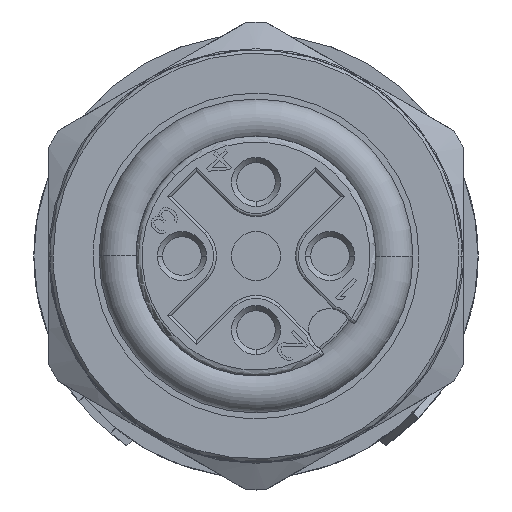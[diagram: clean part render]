
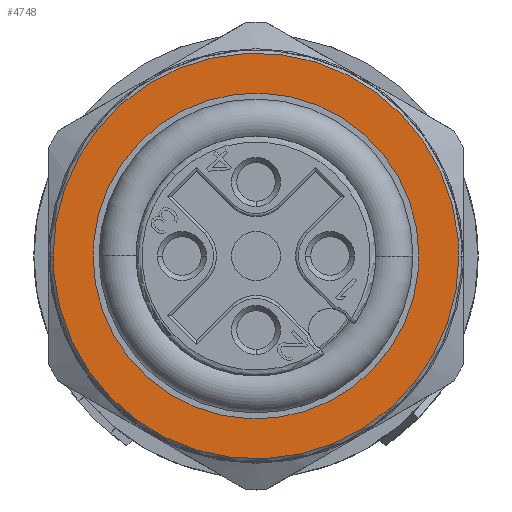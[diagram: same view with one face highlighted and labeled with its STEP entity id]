
A CAD part, front view. The second image highlights one B-rep face of the part: STEP entity #4748.
In plain terms, the highlighted planar face has unit normal (0, -1, 0).
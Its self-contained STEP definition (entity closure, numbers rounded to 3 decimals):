
#4748=ADVANCED_FACE('',(#9487,#9488),#9489,.T.);
#9487=FACE_OUTER_BOUND('',#33964,.T.);
#9488=FACE_BOUND('',#33965,.T.);
#9489=PLANE('',#33966);
#33964=EDGE_LOOP('',(#47378,#47379,#47380,#47381));
#33965=EDGE_LOOP('',(#47382,#47383,#47384,#47385));
#33966=AXIS2_PLACEMENT_3D('',#47386,#47387,#47388);
#47378=ORIENTED_EDGE('',*,*,#53090,.T.);
#47379=ORIENTED_EDGE('',*,*,#52534,.T.);
#47380=ORIENTED_EDGE('',*,*,#53092,.T.);
#47381=ORIENTED_EDGE('',*,*,#52528,.T.);
#47382=ORIENTED_EDGE('',*,*,#52591,.F.);
#47383=ORIENTED_EDGE('',*,*,#53094,.F.);
#47384=ORIENTED_EDGE('',*,*,#52522,.F.);
#47385=ORIENTED_EDGE('',*,*,#52593,.F.);
#47386=CARTESIAN_POINT('',(-7.535,-12.4,-7.497));
#47387=DIRECTION('',(0.0,-1.0,0.0));
#47388=DIRECTION('',(0.0,0.0,1.0));
#52522=EDGE_CURVE('',#60320,#60316,#60322,.T.);
#52528=EDGE_CURVE('',#60325,#60331,#60333,.T.);
#52534=EDGE_CURVE('',#60336,#60342,#60344,.T.);
#52591=EDGE_CURVE('',#60435,#60431,#60437,.T.);
#52593=EDGE_CURVE('',#60431,#60320,#60439,.T.);
#53090=EDGE_CURVE('',#60331,#60336,#61163,.T.);
#53092=EDGE_CURVE('',#60342,#60325,#61165,.T.);
#53094=EDGE_CURVE('',#60316,#60435,#61167,.T.);
#60316=VERTEX_POINT('',#77734);
#60320=VERTEX_POINT('',#77739);
#60322=CIRCLE('',#77742,5.5);
#60325=VERTEX_POINT('',#77745);
#60331=VERTEX_POINT('',#77752);
#60333=CIRCLE('',#77755,6.85);
#60336=VERTEX_POINT('',#77758);
#60342=VERTEX_POINT('',#77765);
#60344=CIRCLE('',#77768,6.85);
#60431=VERTEX_POINT('',#77867);
#60435=VERTEX_POINT('',#77872);
#60437=CIRCLE('',#77875,5.5);
#60439=CIRCLE('',#77877,5.5);
#61163=CIRCLE('',#79440,6.85);
#61165=CIRCLE('',#79442,6.85);
#61167=CIRCLE('',#79444,5.5);
#77734=CARTESIAN_POINT('',(-5.479,-12.4,0.479));
#77739=CARTESIAN_POINT('',(5.5,-12.4,0.0));
#77742=AXIS2_PLACEMENT_3D('',#84760,#84761,#84762);
#77745=CARTESIAN_POINT('',(-6.824,-12.4,-0.597));
#77752=CARTESIAN_POINT('',(6.85,-12.4,0.0));
#77755=AXIS2_PLACEMENT_3D('',#84771,#84772,#84773);
#77758=CARTESIAN_POINT('',(6.824,-12.4,0.597));
#77765=CARTESIAN_POINT('',(-6.85,-12.4,0.0));
#77768=AXIS2_PLACEMENT_3D('',#84782,#84783,#84784);
#77867=CARTESIAN_POINT('',(5.479,-12.4,-0.479));
#77872=CARTESIAN_POINT('',(-5.5,-12.4,0.0));
#77875=AXIS2_PLACEMENT_3D('',#84892,#84893,#84894);
#77877=AXIS2_PLACEMENT_3D('',#84895,#84896,#84897);
#79440=AXIS2_PLACEMENT_3D('',#85551,#85552,#85553);
#79442=AXIS2_PLACEMENT_3D('',#85554,#85555,#85556);
#79444=AXIS2_PLACEMENT_3D('',#85557,#85558,#85559);
#84760=CARTESIAN_POINT('',(0.0,-12.4,0.0));
#84761=DIRECTION('',(0.0,-1.0,0.0));
#84762=DIRECTION('',(1.0,0.0,0.0));
#84771=CARTESIAN_POINT('',(0.0,-12.4,0.0));
#84772=DIRECTION('',(0.0,-1.0,0.0));
#84773=DIRECTION('',(-1.0,0.0,0.0));
#84782=CARTESIAN_POINT('',(0.0,-12.4,0.0));
#84783=DIRECTION('',(0.0,-1.0,0.0));
#84784=DIRECTION('',(1.0,0.0,0.0));
#84892=CARTESIAN_POINT('',(0.0,-12.4,0.0));
#84893=DIRECTION('',(0.0,-1.0,0.0));
#84894=DIRECTION('',(-1.0,0.0,0.0));
#84895=CARTESIAN_POINT('',(0.0,-12.4,0.0));
#84896=DIRECTION('',(0.0,-1.0,0.0));
#84897=DIRECTION('',(-1.0,0.0,0.0));
#85551=CARTESIAN_POINT('',(0.0,-12.4,0.0));
#85552=DIRECTION('',(0.0,-1.0,0.0));
#85553=DIRECTION('',(1.0,0.0,0.0));
#85554=CARTESIAN_POINT('',(0.0,-12.4,0.0));
#85555=DIRECTION('',(0.0,-1.0,0.0));
#85556=DIRECTION('',(-1.0,0.0,0.0));
#85557=CARTESIAN_POINT('',(0.0,-12.4,0.0));
#85558=DIRECTION('',(0.0,-1.0,0.0));
#85559=DIRECTION('',(1.0,0.0,0.0));
